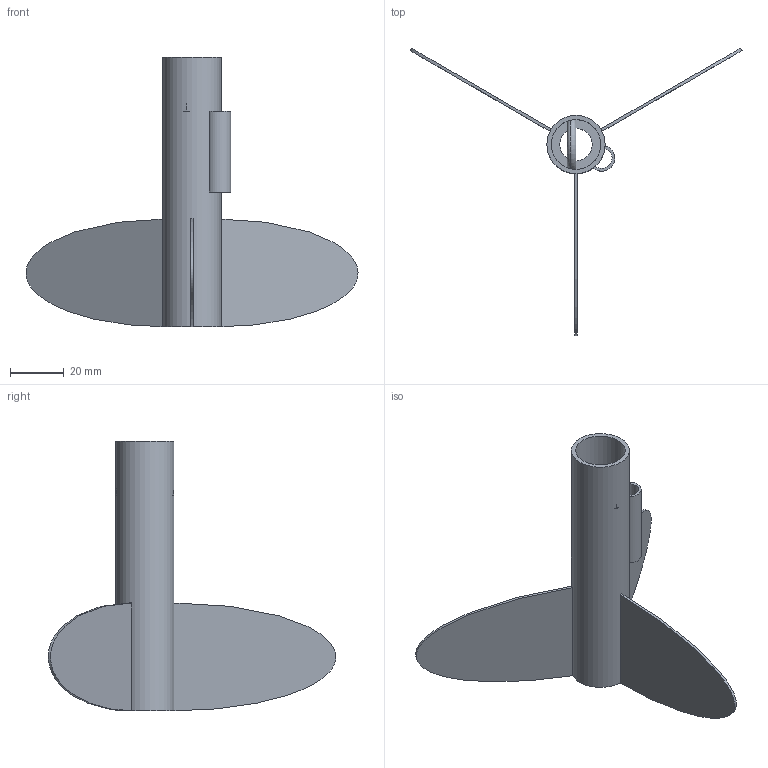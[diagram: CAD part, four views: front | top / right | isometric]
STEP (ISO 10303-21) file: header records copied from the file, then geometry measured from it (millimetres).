
FILE_DESCRIPTION(/* description */ ('STEP AP242','CAx-IF Rec.Pracs.---Representation and Presentation of Product Manufacturing Information (PMI)---4.0---2014-10-13','CAx-IF Rec.Pracs.---3D Tessellated Geometry---0.4---2014-09-14','2;1'),/* implementation_level */ '2;1');
FILE_NAME(/* name */ '67129fdd4ce7e73ad5ba82bc',/* time_stamp */ '2024-10-18T17:50:21Z',/* author */ (''),/* organization */ (''),/* preprocessor_version */ 'ST-DEVELOPER v20',/* originating_system */ ' ',/* authorisation */ ' ');
FILE_SCHEMA (('AP242_MANAGED_MODEL_BASED_3D_ENGINEERING_MIM_LF { 1 0 10303 442 1 1 4 }'));
Length unit declared in the file: metre
Products named in the file (5): Part 3; Part 2; Part 4; Part 1; Part 5
Bounding box: 123.12 x 106.63 x 100 mm (x, y, z)
Volume: 17928.2 mm3; surface area: 27035.2 mm2
Topology: 5 solids, 5 shells, 28 faces, 57 edges, 37 vertices
Faces by surface type: plane 17, cylinder 6, bspline 3, sphere 1, torus 1
Full cylindrical faces by diameter (mm): 12 x1, 18.4 x2, 21.6 x1
Entity records: 908 total; most frequent: CARTESIAN_POINT 182, DIRECTION 146, ORIENTED_EDGE 102, AXIS2_PLACEMENT_3D 65, EDGE_CURVE 51, EDGE_LOOP 38, FACE_BOUND 38, VERTEX_POINT 35
